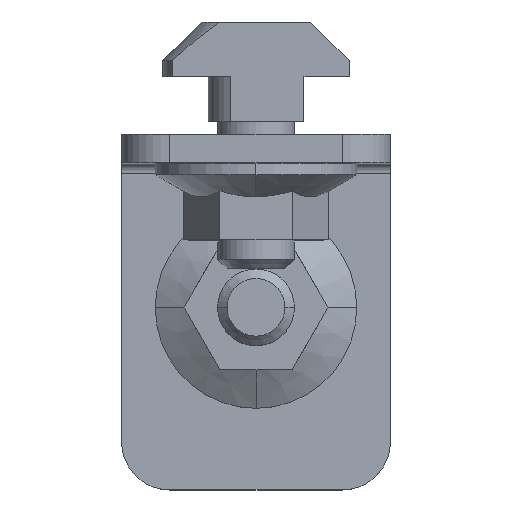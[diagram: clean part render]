
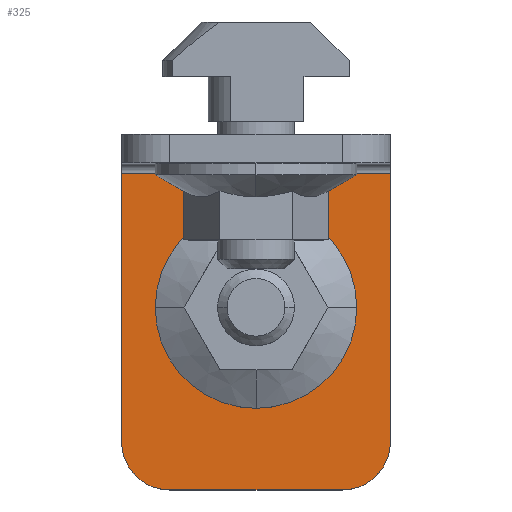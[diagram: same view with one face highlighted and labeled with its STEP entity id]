
A CAD part, top view. The second image highlights one B-rep face of the part: STEP entity #325.
In plain terms, the highlighted planar face has unit normal (0, 0, 1).
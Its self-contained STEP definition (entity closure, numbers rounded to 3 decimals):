
#325=ADVANCED_FACE('',(#662,#663),#664,.T.);
#662=FACE_BOUND('',#1004,.T.);
#663=FACE_OUTER_BOUND('',#1005,.T.);
#664=PLANE('',#1006);
#1004=EDGE_LOOP('',(#1893,#1894,#1895,#1896));
#1005=EDGE_LOOP('',(#1897,#1898,#1899,#1900,#1901,#1902));
#1006=AXIS2_PLACEMENT_3D('',#1903,#1904,#1905);
#1893=ORIENTED_EDGE('',*,*,#2059,.T.);
#1894=ORIENTED_EDGE('',*,*,#2330,.F.);
#1895=ORIENTED_EDGE('',*,*,#2064,.F.);
#1896=ORIENTED_EDGE('',*,*,#2332,.T.);
#1897=ORIENTED_EDGE('',*,*,#2366,.T.);
#1898=ORIENTED_EDGE('',*,*,#2350,.T.);
#1899=ORIENTED_EDGE('',*,*,#2325,.F.);
#1900=ORIENTED_EDGE('',*,*,#2364,.T.);
#1901=ORIENTED_EDGE('',*,*,#2367,.F.);
#1902=ORIENTED_EDGE('',*,*,#2368,.T.);
#1903=CARTESIAN_POINT('',(14.0,0.,3.0));
#1904=DIRECTION('',(0.0,0.0,1.0));
#1905=DIRECTION('',(1.0,-0.0,0.0));
#2059=EDGE_CURVE('',#2461,#2465,#2467,.T.);
#2064=EDGE_CURVE('',#2474,#2470,#2476,.F.);
#2325=EDGE_CURVE('',#2851,#2852,#2853,.T.);
#2330=EDGE_CURVE('',#2470,#2465,#2860,.F.);
#2332=EDGE_CURVE('',#2474,#2461,#2862,.T.);
#2350=EDGE_CURVE('',#2885,#2852,#2886,.T.);
#2364=EDGE_CURVE('',#2851,#2905,#2907,.T.);
#2366=EDGE_CURVE('',#2909,#2885,#2910,.T.);
#2367=EDGE_CURVE('',#2911,#2905,#2912,.T.);
#2368=EDGE_CURVE('',#2911,#2909,#2913,.T.);
#2461=VERTEX_POINT('',#3064);
#2465=VERTEX_POINT('',#3069);
#2467=CIRCLE('',#3072,10.5);
#2470=VERTEX_POINT('',#3075);
#2474=VERTEX_POINT('',#3080);
#2476=CIRCLE('',#3083,10.5);
#2851=VERTEX_POINT('',#3714);
#2852=VERTEX_POINT('',#3715);
#2853=LINE('',#3716,#3717);
#2860=CIRCLE('',#3727,10.5);
#2862=CIRCLE('',#3729,10.5);
#2885=VERTEX_POINT('',#3758);
#2886=CIRCLE('',#3759,5.0);
#2905=VERTEX_POINT('',#3783);
#2907=CIRCLE('',#3786,5.0);
#2909=VERTEX_POINT('',#3788);
#2910=LINE('',#3789,#3790);
#2911=VERTEX_POINT('',#3791);
#2912=LINE('',#3792,#3793);
#2913=LINE('',#3794,#3795);
#3064=CARTESIAN_POINT('',(0.,-28.5,3.));
#3069=CARTESIAN_POINT('',(-10.5,-18.,3.));
#3072=AXIS2_PLACEMENT_3D('',#3903,#3904,#3905);
#3075=CARTESIAN_POINT('',(0.,-7.5,3.0));
#3080=CARTESIAN_POINT('',(10.5,-18.,3.0));
#3083=AXIS2_PLACEMENT_3D('',#3911,#3912,#3913);
#3714=CARTESIAN_POINT('',(9.,-37.0,3.));
#3715=CARTESIAN_POINT('',(-9.,-37.0,3.));
#3716=CARTESIAN_POINT('',(9.,-37.0,3.));
#3717=VECTOR('',#4182,18.0);
#3727=AXIS2_PLACEMENT_3D('',#4186,#4187,#4188);
#3729=AXIS2_PLACEMENT_3D('',#4189,#4190,#4191);
#3758=CARTESIAN_POINT('',(-14.0,-32.0,3.));
#3759=AXIS2_PLACEMENT_3D('',#4210,#4211,#4212);
#3783=CARTESIAN_POINT('',(14.0,-32.0,3.));
#3786=AXIS2_PLACEMENT_3D('',#4231,#4232,#4233);
#3788=CARTESIAN_POINT('',(-14.0,-4.0,3.0));
#3789=CARTESIAN_POINT('',(-14.0,-4.0,3.0));
#3790=VECTOR('',#4234,28.0);
#3791=CARTESIAN_POINT('',(14.0,-4.,3.0));
#3792=CARTESIAN_POINT('',(14.0,-4.,3.0));
#3793=VECTOR('',#4235,28.0);
#3794=CARTESIAN_POINT('',(14.0,-4.,3.0));
#3795=VECTOR('',#4236,28.0);
#3903=CARTESIAN_POINT('',(0.,-18.0,3.));
#3904=DIRECTION('',(0.0,0.0,-1.0));
#3905=DIRECTION('',(0.,1.0,0.0));
#3911=CARTESIAN_POINT('',(0.,-18.0,3.));
#3912=DIRECTION('',(0.0,0.0,-1.0));
#3913=DIRECTION('',(0.,-1.0,0.0));
#4182=DIRECTION('',(-1.0,0.0,0.0));
#4186=CARTESIAN_POINT('',(0.,-18.0,3.));
#4187=DIRECTION('',(0.0,0.0,-1.0));
#4188=DIRECTION('',(0.,-1.0,0.0));
#4189=CARTESIAN_POINT('',(0.,-18.0,3.));
#4190=DIRECTION('',(0.0,0.0,-1.0));
#4191=DIRECTION('',(0.,1.0,0.0));
#4210=CARTESIAN_POINT('',(-9.,-32.0,3.));
#4211=DIRECTION('',(0.0,0.0,1.0));
#4212=DIRECTION('',(-1.0,0.0,0.0));
#4231=CARTESIAN_POINT('',(9.,-32.0,3.));
#4232=DIRECTION('',(0.0,0.0,1.0));
#4233=DIRECTION('',(0.0,-1.0,0.0));
#4234=DIRECTION('',(0.0,-1.0,0.0));
#4235=DIRECTION('',(0.0,-1.0,0.0));
#4236=DIRECTION('',(-1.0,0.0,0.0));
